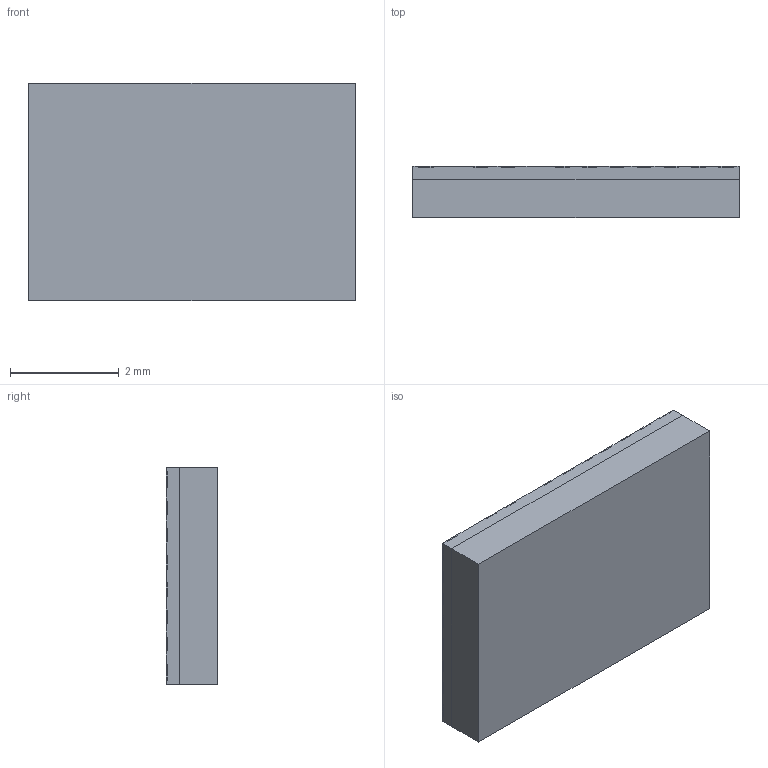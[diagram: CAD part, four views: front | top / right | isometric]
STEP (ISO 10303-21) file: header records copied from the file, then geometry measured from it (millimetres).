
FILE_DESCRIPTION (( 'STEP AP214' ), '1' );
FILE_NAME ('LT8350SAV#PBF.STEP', '2024-08-06T04:14:19', ( '' ), ( '' ), 'SwSTEP 2.0', 'SolidWorks 2021', '' );
FILE_SCHEMA (( 'AUTOMOTIVE_DESIGN' ));
Length unit declared in the file: millimetre
Products named in the file (1): LT8350SAV#PBF
Bounding box: 6 x 0.94 x 4 mm (x, y, z)
Volume: 22.6 mm3; surface area: 141.6 mm2
Topology: 38 solids, 38 shells, 498 faces, 1254 edges, 836 vertices
Faces by surface type: plane 386, cylinder 112
Entity records: 18412 total; most frequent: CARTESIAN_POINT 2589, ORIENTED_EDGE 2508, DIRECTION 2476, EDGE_CURVE 1254, VECTOR 1030, LINE 1030, VERTEX_POINT 836, AXIS2_PLACEMENT_3D 723
